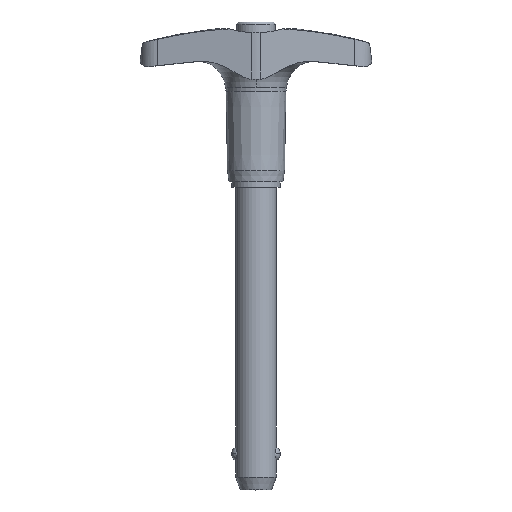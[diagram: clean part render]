
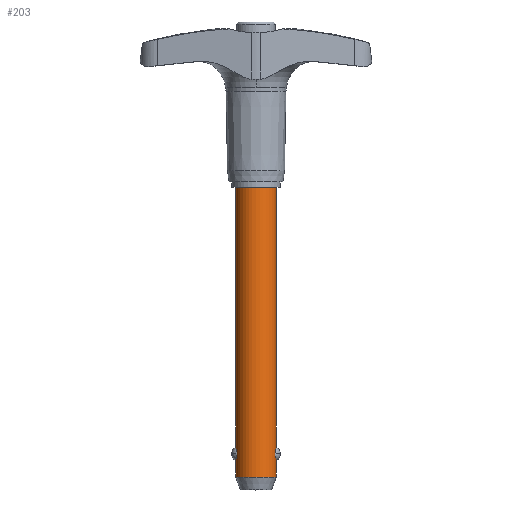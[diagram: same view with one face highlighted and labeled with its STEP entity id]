
A CAD part, top view. The second image highlights one B-rep face of the part: STEP entity #203.
In plain terms, the highlighted cylindrical face has radius 3.969 mm (diameter 7.938 mm), a partial arc.
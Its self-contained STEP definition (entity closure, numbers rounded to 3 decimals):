
#203=ADVANCED_FACE('',(#428),#429,.T.);
#428=FACE_OUTER_BOUND('',#667,.T.);
#429=CYLINDRICAL_SURFACE('',#668,3.969);
#667=EDGE_LOOP('',(#1245,#1246,#1247,#1248,#1249,#1250,#1251,#1252,#1253,#1254));
#668=AXIS2_PLACEMENT_3D('',#1255,#1256,#1257);
#1245=ORIENTED_EDGE('',*,*,#1498,.T.);
#1246=ORIENTED_EDGE('',*,*,#1641,.T.);
#1247=ORIENTED_EDGE('',*,*,#1698,.T.);
#1248=ORIENTED_EDGE('',*,*,#1505,.T.);
#1249=ORIENTED_EDGE('',*,*,#1509,.F.);
#1250=ORIENTED_EDGE('',*,*,#1503,.T.);
#1251=ORIENTED_EDGE('',*,*,#1700,.T.);
#1252=ORIENTED_EDGE('',*,*,#1701,.T.);
#1253=ORIENTED_EDGE('',*,*,#1500,.T.);
#1254=ORIENTED_EDGE('',*,*,#1702,.T.);
#1255=CARTESIAN_POINT('',(0.0,-29.591,0.0));
#1256=DIRECTION('',(-0.0,1.0,0.0));
#1257=DIRECTION('',(1.0,0.0,0.0));
#1498=EDGE_CURVE('',#1814,#1815,#1816,.T.);
#1500=EDGE_CURVE('',#1819,#1817,#1820,.T.);
#1503=EDGE_CURVE('',#1825,#1823,#1826,.T.);
#1505=EDGE_CURVE('',#1829,#1827,#1830,.T.);
#1509=EDGE_CURVE('',#1825,#1827,#1835,.T.);
#1641=EDGE_CURVE('',#1815,#2041,#2043,.T.);
#1698=EDGE_CURVE('',#2041,#1829,#2114,.T.);
#1700=EDGE_CURVE('',#1823,#2116,#2117,.T.);
#1701=EDGE_CURVE('',#2116,#1819,#2118,.T.);
#1702=EDGE_CURVE('',#1817,#1814,#2119,.T.);
#1814=VERTEX_POINT('',#2323);
#1815=VERTEX_POINT('',#2324);
#1816=LINE('',#2325,#2326);
#1817=VERTEX_POINT('',#2327);
#1819=VERTEX_POINT('',#2329);
#1820=LINE('',#2330,#2331);
#1823=VERTEX_POINT('',#2347);
#1825=VERTEX_POINT('',#2362);
#1826=LINE('',#2363,#2364);
#1827=VERTEX_POINT('',#2365);
#1829=VERTEX_POINT('',#2367);
#1830=LINE('',#2368,#2369);
#1835=CIRCLE('',#2400,3.969);
#2041=VERTEX_POINT('',#3382);
#2043=B_SPLINE_CURVE_WITH_KNOTS('',3,(#3384,#3385,#3386,#3387,#3388,#3389,#3390,#3391,#3392,#3393,#3394,#3395,#3396,#3397),.UNSPECIFIED.,.F.,.F.,(4,2,2,2,2,2,4),(2.084,2.453,2.822,3.04,3.257,3.712,4.167),.UNSPECIFIED.);
#2114=B_SPLINE_CURVE_WITH_KNOTS('',3,(#3753,#3754,#3755,#3756,#3757,#3758,#3759,#3760,#3761,#3762,#3763,#3764,#3765,#3766),.UNSPECIFIED.,.F.,.F.,(4,2,2,2,2,2,4),(4.167,4.622,5.077,5.295,5.513,5.882,6.251),.UNSPECIFIED.);
#2116=VERTEX_POINT('',#3768);
#2117=B_SPLINE_CURVE_WITH_KNOTS('',3,(#3769,#3770,#3771,#3772,#3773,#3774,#3775,#3776,#3777,#3778,#3779,#3780,#3781,#3782),.UNSPECIFIED.,.F.,.F.,(4,2,2,2,2,2,4),(6.251,6.62,6.989,7.207,7.425,7.88,8.335),.UNSPECIFIED.);
#2118=B_SPLINE_CURVE_WITH_KNOTS('',3,(#3783,#3784,#3785,#3786,#3787,#3788,#3789,#3790,#3791,#3792,#3793,#3794,#3795,#3796),.UNSPECIFIED.,.F.,.F.,(4,2,2,2,2,2,4),(0.0,0.455,0.91,1.128,1.345,1.715,2.084),.UNSPECIFIED.);
#2119=CIRCLE('',#3797,3.969);
#2323=CARTESIAN_POINT('',(3.969,-56.667,0.0));
#2324=CARTESIAN_POINT('',(3.969,-53.447,0.));
#2325=CARTESIAN_POINT('',(3.969,-29.591,0.));
#2326=VECTOR('',#3915,1.0);
#2327=CARTESIAN_POINT('',(-3.969,-56.667,0.));
#2329=CARTESIAN_POINT('',(-3.969,-53.447,0.));
#2330=CARTESIAN_POINT('',(-3.969,-29.591,0.));
#2331=VECTOR('',#3919,1.0);
#2347=CARTESIAN_POINT('',(-3.969,-50.8,0.));
#2362=CARTESIAN_POINT('',(-3.969,0.0,0.));
#2363=CARTESIAN_POINT('',(-3.969,-29.591,0.));
#2364=VECTOR('',#3920,1.0);
#2365=CARTESIAN_POINT('',(3.969,0.0,0.0));
#2367=CARTESIAN_POINT('',(3.969,-50.8,0.));
#2368=CARTESIAN_POINT('',(3.969,-29.591,0.));
#2369=VECTOR('',#3924,1.0);
#2400=AXIS2_PLACEMENT_3D('',#3925,#3926,#3927);
#3382=CARTESIAN_POINT('',(3.7,-52.123,1.435));
#3384=CARTESIAN_POINT('',(3.969,-53.447,0.0));
#3385=CARTESIAN_POINT('',(3.969,-53.447,0.123));
#3386=CARTESIAN_POINT('',(3.963,-53.432,0.257));
#3387=CARTESIAN_POINT('',(3.937,-53.368,0.514));
#3388=CARTESIAN_POINT('',(3.919,-53.318,0.638));
#3389=CARTESIAN_POINT('',(3.886,-53.226,0.807));
#3390=CARTESIAN_POINT('',(3.872,-53.183,0.873));
#3391=CARTESIAN_POINT('',(3.842,-53.087,0.996));
#3392=CARTESIAN_POINT('',(3.827,-53.034,1.053));
#3393=CARTESIAN_POINT('',(3.784,-52.871,1.201));
#3394=CARTESIAN_POINT('',(3.754,-52.734,1.289));
#3395=CARTESIAN_POINT('',(3.712,-52.436,1.406));
#3396=CARTESIAN_POINT('',(3.7,-52.275,1.435));
#3397=CARTESIAN_POINT('',(3.7,-52.123,1.435));
#3753=CARTESIAN_POINT('',(3.7,-52.123,1.435));
#3754=CARTESIAN_POINT('',(3.7,-51.972,1.435));
#3755=CARTESIAN_POINT('',(3.712,-51.81,1.406));
#3756=CARTESIAN_POINT('',(3.754,-51.512,1.289));
#3757=CARTESIAN_POINT('',(3.784,-51.376,1.201));
#3758=CARTESIAN_POINT('',(3.827,-51.213,1.053));
#3759=CARTESIAN_POINT('',(3.842,-51.16,0.996));
#3760=CARTESIAN_POINT('',(3.872,-51.064,0.873));
#3761=CARTESIAN_POINT('',(3.886,-51.021,0.807));
#3762=CARTESIAN_POINT('',(3.919,-50.928,0.638));
#3763=CARTESIAN_POINT('',(3.937,-50.879,0.514));
#3764=CARTESIAN_POINT('',(3.963,-50.815,0.257));
#3765=CARTESIAN_POINT('',(3.969,-50.8,0.123));
#3766=CARTESIAN_POINT('',(3.969,-50.8,0.));
#3768=CARTESIAN_POINT('',(-3.7,-52.123,1.435));
#3769=CARTESIAN_POINT('',(-3.969,-50.8,0.));
#3770=CARTESIAN_POINT('',(-3.969,-50.8,0.123));
#3771=CARTESIAN_POINT('',(-3.963,-50.815,0.257));
#3772=CARTESIAN_POINT('',(-3.937,-50.879,0.514));
#3773=CARTESIAN_POINT('',(-3.919,-50.928,0.638));
#3774=CARTESIAN_POINT('',(-3.886,-51.021,0.807));
#3775=CARTESIAN_POINT('',(-3.872,-51.064,0.873));
#3776=CARTESIAN_POINT('',(-3.842,-51.16,0.996));
#3777=CARTESIAN_POINT('',(-3.827,-51.213,1.053));
#3778=CARTESIAN_POINT('',(-3.784,-51.376,1.201));
#3779=CARTESIAN_POINT('',(-3.754,-51.512,1.289));
#3780=CARTESIAN_POINT('',(-3.712,-51.81,1.406));
#3781=CARTESIAN_POINT('',(-3.7,-51.972,1.435));
#3782=CARTESIAN_POINT('',(-3.7,-52.123,1.435));
#3783=CARTESIAN_POINT('',(-3.7,-52.123,1.435));
#3784=CARTESIAN_POINT('',(-3.7,-52.275,1.435));
#3785=CARTESIAN_POINT('',(-3.712,-52.436,1.406));
#3786=CARTESIAN_POINT('',(-3.754,-52.734,1.289));
#3787=CARTESIAN_POINT('',(-3.784,-52.871,1.201));
#3788=CARTESIAN_POINT('',(-3.827,-53.034,1.053));
#3789=CARTESIAN_POINT('',(-3.842,-53.087,0.996));
#3790=CARTESIAN_POINT('',(-3.872,-53.183,0.873));
#3791=CARTESIAN_POINT('',(-3.886,-53.226,0.807));
#3792=CARTESIAN_POINT('',(-3.919,-53.318,0.638));
#3793=CARTESIAN_POINT('',(-3.937,-53.368,0.514));
#3794=CARTESIAN_POINT('',(-3.963,-53.432,0.257));
#3795=CARTESIAN_POINT('',(-3.969,-53.447,0.123));
#3796=CARTESIAN_POINT('',(-3.969,-53.447,0.));
#3797=AXIS2_PLACEMENT_3D('',#4106,#4107,#4108);
#3915=DIRECTION('',(0.0,1.0,0.0));
#3919=DIRECTION('',(-0.0,-1.0,-0.0));
#3920=DIRECTION('',(-0.0,-1.0,-0.0));
#3924=DIRECTION('',(0.0,1.0,0.0));
#3925=CARTESIAN_POINT('',(0.0,0.0,0.0));
#3926=DIRECTION('',(-0.0,1.0,0.0));
#3927=DIRECTION('',(1.0,0.0,0.0));
#4106=CARTESIAN_POINT('',(0.0,-56.667,0.0));
#4107=DIRECTION('',(0.,1.0,0.0));
#4108=DIRECTION('',(1.0,0.,0.0));
